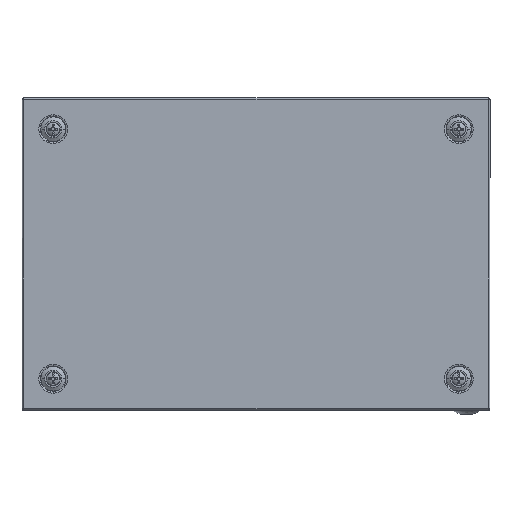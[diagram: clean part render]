
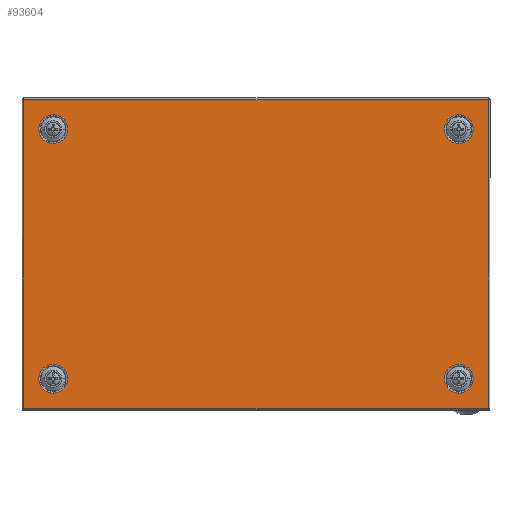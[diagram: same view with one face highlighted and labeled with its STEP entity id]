
A CAD part, top view. The second image highlights one B-rep face of the part: STEP entity #93604.
In plain terms, the highlighted face is planar.
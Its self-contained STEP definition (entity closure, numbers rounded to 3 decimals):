
#156 = EDGE_LOOP ( 'NONE', ( #99742, #99743 ) ) ;
#167 = EDGE_LOOP ( 'NONE', ( #99744, #99745 ) ) ;
#174 = EDGE_LOOP ( 'NONE', ( #99746, #99747, #99748, #99749 ) ) ;
#179 = EDGE_LOOP ( 'NONE', ( #99750, #99751 ) ) ;
#181 = EDGE_LOOP ( 'NONE', ( #99752, #99753 ) ) ;
#6049 = CARTESIAN_POINT ( 'NONE',  ( -89.208, -130., 0. ) ) ;
#6054 = CARTESIAN_POINT ( 'NONE',  ( -70.792, -130., 0. ) ) ;
#6086 = CARTESIAN_POINT ( 'NONE',  ( 70.792, -130., 0. ) ) ;
#6093 = CARTESIAN_POINT ( 'NONE',  ( 89.208, -130., 0. ) ) ;
#6120 = CARTESIAN_POINT ( 'NONE',  ( -70.792, 130., 0. ) ) ;
#6127 = CARTESIAN_POINT ( 'NONE',  ( -89.208, 130., 0. ) ) ;
#6141 = CARTESIAN_POINT ( 'NONE',  ( 98.9, -148.9, 0. ) ) ;
#6149 = CARTESIAN_POINT ( 'NONE',  ( 89.208, 130., 0. ) ) ;
#6155 = CARTESIAN_POINT ( 'NONE',  ( 70.792, 130., 0. ) ) ;
#6157 = CARTESIAN_POINT ( 'NONE',  ( 98.9, 148.9, 0. ) ) ;
#6181 = CARTESIAN_POINT ( 'NONE',  ( -98.9, -148.9, 0. ) ) ;
#6182 = CARTESIAN_POINT ( 'NONE',  ( -98.9, 148.9, 0. ) ) ;
#11149 = AXIS2_PLACEMENT_3D ( 'NONE', #92279, #92283, #92284 ) ;
#90221 = CARTESIAN_POINT ( 'NONE',  ( -80., -130., 0. ) ) ;
#90222 = DIRECTION ( 'NONE',  ( 0., 0., 1. ) ) ;
#90223 = DIRECTION ( 'NONE',  ( -1., 0., 0. ) ) ;
#90299 = CARTESIAN_POINT ( 'NONE',  ( 80., -130., 0. ) ) ;
#90300 = DIRECTION ( 'NONE',  ( 0., 0., -1. ) ) ;
#90301 = DIRECTION ( 'NONE',  ( 1., 0., 0. ) ) ;
#92273 = PLANE ( 'NONE',  #11149 ) ;
#92274 = FACE_BOUND ( 'NONE', #156, .T. ) ;
#92276 = FACE_BOUND ( 'NONE', #181, .T. ) ;
#92278 = FACE_BOUND ( 'NONE', #167, .T. ) ;
#92279 = CARTESIAN_POINT ( 'NONE',  ( -99., -149., 0. ) ) ;
#92280 = FACE_OUTER_BOUND ( 'NONE', #174, .T. ) ;
#92282 = FACE_BOUND ( 'NONE', #179, .T. ) ;
#92283 = DIRECTION ( 'NONE',  ( 0., 0., 1. ) ) ;
#92284 = DIRECTION ( 'NONE',  ( 1., 0., 0. ) ) ;
#93604 = ADVANCED_FACE ( 'NONE', ( #92274, #92278, #92280, #92282, #92276 ), #92273, .F. ) ;
#95296 = CARTESIAN_POINT ( 'NONE',  ( -80., 130., 0. ) ) ;
#95297 = DIRECTION ( 'NONE',  ( 0., 0., -1. ) ) ;
#95298 = DIRECTION ( 'NONE',  ( -1., 0., 0. ) ) ;
#95374 = CARTESIAN_POINT ( 'NONE',  ( 80., 130., 0. ) ) ;
#95375 = DIRECTION ( 'NONE',  ( 0., 0., 1. ) ) ;
#95376 = DIRECTION ( 'NONE',  ( 1., 0., 0. ) ) ;
#95422 = LINE ( 'NONE', #95423, #104130 ) ;
#95423 = CARTESIAN_POINT ( 'NONE',  ( 98.9, 148.9, 0. ) ) ;
#95424 = CARTESIAN_POINT ( 'NONE',  ( 80., -130., 0. ) ) ;
#95425 = DIRECTION ( 'NONE',  ( 0., 0., -1. ) ) ;
#95426 = DIRECTION ( 'NONE',  ( 1., 0., 0. ) ) ;
#95427 = LINE ( 'NONE', #95432, #104126 ) ;
#95428 = CARTESIAN_POINT ( 'NONE',  ( 80., 130., 0. ) ) ;
#95429 = DIRECTION ( 'NONE',  ( 0., 0., 1. ) ) ;
#95430 = DIRECTION ( 'NONE',  ( 1., 0., 0. ) ) ;
#95431 = DIRECTION ( 'NONE',  ( 0., -1., 0. ) ) ;
#95432 = CARTESIAN_POINT ( 'NONE',  ( 99., -148.9, 0. ) ) ;
#95433 = DIRECTION ( 'NONE',  ( -1., 0., 0. ) ) ;
#95434 = LINE ( 'NONE', #95435, #104133 ) ;
#95435 = CARTESIAN_POINT ( 'NONE',  ( -98.9, -148.9, 0. ) ) ;
#95436 = DIRECTION ( 'NONE',  ( 0., 1., 0. ) ) ;
#95437 = LINE ( 'NONE', #95438, #104134 ) ;
#95438 = CARTESIAN_POINT ( 'NONE',  ( -99., 148.9, 0. ) ) ;
#95439 = DIRECTION ( 'NONE',  ( 1., 0., 0. ) ) ;
#95440 = CARTESIAN_POINT ( 'NONE',  ( -80., 130., 0. ) ) ;
#95441 = DIRECTION ( 'NONE',  ( 0., 0., -1. ) ) ;
#95442 = DIRECTION ( 'NONE',  ( -1., 0., 0. ) ) ;
#95443 = CARTESIAN_POINT ( 'NONE',  ( -80., -130., 0. ) ) ;
#95444 = DIRECTION ( 'NONE',  ( 0., 0., 1. ) ) ;
#95445 = DIRECTION ( 'NONE',  ( -1., 0., 0. ) ) ;
#97259 = EDGE_CURVE ( 'NONE', #102149, #102152, #103958, .T. ) ;
#97285 = EDGE_CURVE ( 'NONE', #102170, #102174, #104001, .T. ) ;
#97311 = EDGE_CURVE ( 'NONE', #102190, #102194, #104047, .T. ) ;
#97337 = EDGE_CURVE ( 'NONE', #102209, #102212, #104096, .T. ) ;
#97353 = EDGE_CURVE ( 'NONE', #102174, #102170, #104122, .T. ) ;
#97354 = EDGE_CURVE ( 'NONE', #102212, #102209, #104128, .T. ) ;
#97355 = EDGE_CURVE ( 'NONE', #102213, #102203, #95422, .T. ) ;
#97356 = EDGE_CURVE ( 'NONE', #102203, #102227, #95427, .T. ) ;
#97357 = EDGE_CURVE ( 'NONE', #102227, #102228, #95434, .T. ) ;
#97358 = EDGE_CURVE ( 'NONE', #102228, #102213, #95437, .T. ) ;
#97359 = EDGE_CURVE ( 'NONE', #102194, #102190, #104135, .T. ) ;
#97360 = EDGE_CURVE ( 'NONE', #102152, #102149, #104136, .T. ) ;
#99742 = ORIENTED_EDGE ( 'NONE', *, *, #97353, .F. ) ;
#99743 = ORIENTED_EDGE ( 'NONE', *, *, #97285, .F. ) ;
#99744 = ORIENTED_EDGE ( 'NONE', *, *, #97337, .T. ) ;
#99745 = ORIENTED_EDGE ( 'NONE', *, *, #97354, .T. ) ;
#99746 = ORIENTED_EDGE ( 'NONE', *, *, #97355, .T. ) ;
#99747 = ORIENTED_EDGE ( 'NONE', *, *, #97356, .T. ) ;
#99748 = ORIENTED_EDGE ( 'NONE', *, *, #97357, .T. ) ;
#99749 = ORIENTED_EDGE ( 'NONE', *, *, #97358, .T. ) ;
#99750 = ORIENTED_EDGE ( 'NONE', *, *, #97359, .F. ) ;
#99751 = ORIENTED_EDGE ( 'NONE', *, *, #97311, .F. ) ;
#99752 = ORIENTED_EDGE ( 'NONE', *, *, #97259, .T. ) ;
#99753 = ORIENTED_EDGE ( 'NONE', *, *, #97360, .T. ) ;
#102149 = VERTEX_POINT ( 'NONE', #6049 ) ;
#102152 = VERTEX_POINT ( 'NONE', #6054 ) ;
#102170 = VERTEX_POINT ( 'NONE', #6086 ) ;
#102174 = VERTEX_POINT ( 'NONE', #6093 ) ;
#102190 = VERTEX_POINT ( 'NONE', #6120 ) ;
#102194 = VERTEX_POINT ( 'NONE', #6127 ) ;
#102203 = VERTEX_POINT ( 'NONE', #6141 ) ;
#102209 = VERTEX_POINT ( 'NONE', #6149 ) ;
#102212 = VERTEX_POINT ( 'NONE', #6155 ) ;
#102213 = VERTEX_POINT ( 'NONE', #6157 ) ;
#102227 = VERTEX_POINT ( 'NONE', #6181 ) ;
#102228 = VERTEX_POINT ( 'NONE', #6182 ) ;
#103958 = CIRCLE ( 'NONE', #103961, 9.208 ) ;
#103961 = AXIS2_PLACEMENT_3D ( 'NONE', #90221, #90222, #90223 ) ;
#104001 = CIRCLE ( 'NONE', #104007, 9.208 ) ;
#104007 = AXIS2_PLACEMENT_3D ( 'NONE', #90299, #90300, #90301 ) ;
#104047 = CIRCLE ( 'NONE', #104053, 9.208 ) ;
#104053 = AXIS2_PLACEMENT_3D ( 'NONE', #95296, #95297, #95298 ) ;
#104096 = CIRCLE ( 'NONE', #104099, 9.208 ) ;
#104099 = AXIS2_PLACEMENT_3D ( 'NONE', #95374, #95375, #95376 ) ;
#104122 = CIRCLE ( 'NONE', #104129, 9.208 ) ;
#104126 = VECTOR ( 'NONE', #95433, 1000. ) ;
#104128 = CIRCLE ( 'NONE', #104131, 9.208 ) ;
#104129 = AXIS2_PLACEMENT_3D ( 'NONE', #95424, #95425, #95426 ) ;
#104130 = VECTOR ( 'NONE', #95431, 1000. ) ;
#104131 = AXIS2_PLACEMENT_3D ( 'NONE', #95428, #95429, #95430 ) ;
#104133 = VECTOR ( 'NONE', #95436, 1000. ) ;
#104134 = VECTOR ( 'NONE', #95439, 1000. ) ;
#104135 = CIRCLE ( 'NONE', #104137, 9.208 ) ;
#104136 = CIRCLE ( 'NONE', #104139, 9.208 ) ;
#104137 = AXIS2_PLACEMENT_3D ( 'NONE', #95440, #95441, #95442 ) ;
#104139 = AXIS2_PLACEMENT_3D ( 'NONE', #95443, #95444, #95445 ) ;
